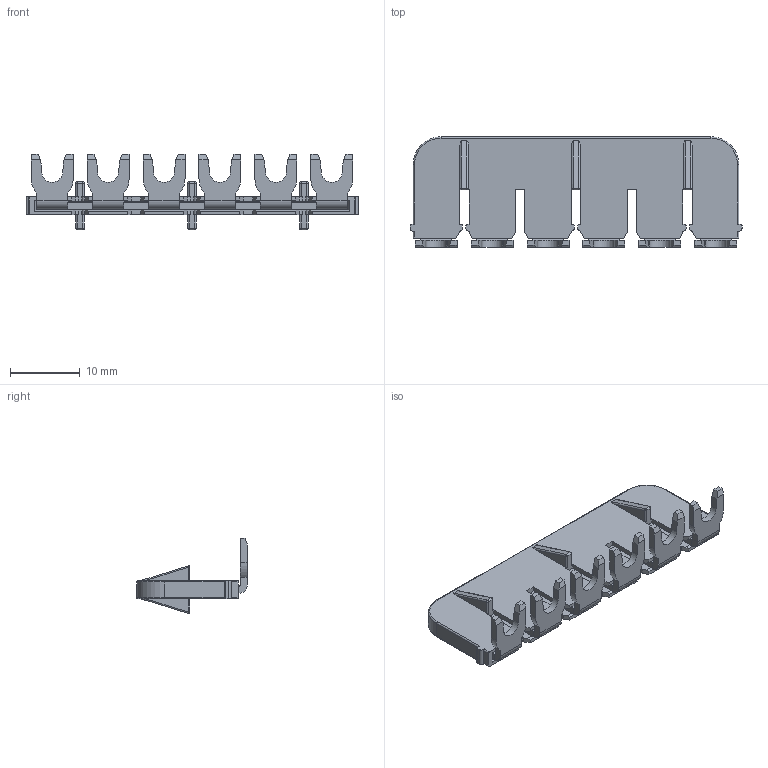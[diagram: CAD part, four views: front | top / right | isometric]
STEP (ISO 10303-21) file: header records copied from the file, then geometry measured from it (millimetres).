
FILE_DESCRIPTION (( 'STEP AP214' ), '1' );
FILE_NAME ('IZUK 6-6.STEP', '2013-10-29T15:11:50', ( 'arge' ), ( 'Microsoft' ), 'SwSTEP 2.0', 'SolidWorks 2013', '' );
FILE_SCHEMA (( 'AUTOMOTIVE_DESIGN' ));
Length unit declared in the file: millimetre
Products named in the file (1): IZUK 6-6
Bounding box: 47.5 x 15.8 x 10.76 mm (x, y, z)
Volume: 1632.5 mm3; surface area: 4273.3 mm2
Topology: 1 solids, 1 shells, 432 faces, 1232 edges, 792 vertices
Faces by surface type: plane 312, cylinder 104, sphere 12, torus 4
Entity records: 18041 total; most frequent: CARTESIAN_POINT 2457, ORIENTED_EDGE 2416, DIRECTION 2262, EDGE_CURVE 1208, VECTOR 996, LINE 996, VERTEX_POINT 780, AXIS2_PLACEMENT_3D 633
